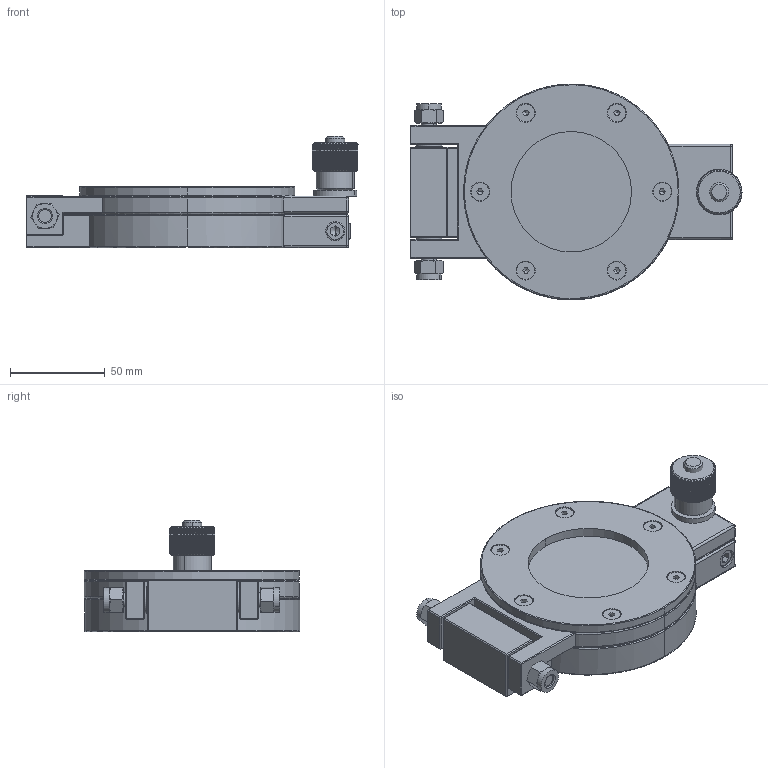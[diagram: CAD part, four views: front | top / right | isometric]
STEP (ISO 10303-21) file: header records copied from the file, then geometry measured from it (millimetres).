
FILE_DESCRIPTION (( 'STEP AP214' ), '1' );
FILE_NAME ('QADW63CF.STEP', '2017-06-16T10:49:22', ( 'Gebruiker' ), ( '' ), 'SwSTEP 2.0', 'SolidWorks 2017', '' );
FILE_SCHEMA (( 'AUTOMOTIVE_DESIGN' ));
Length unit declared in the file: millimetre
Products named in the file (19): QADW63CF; 2538404-00006401; CK05069440353VIBL1; 2538100-045002; CK05069520262VIBL1; 2538100-045004; 2538100-045003; 2538100-045005; 2538100-045006; 2538100-045007; 2538100-045008; AV10700-001108; HV10700-001111; HV10700-001110; 2538100-045009; 2538100-045010; _X2_87BA5E3D_X0_ GB_T 6182 M8; Screw GB_T 70.3 M5 x 10; CA02060100-04001S
Assembly tree (26 placements, depth 2):
  QADW63CF
    2538404-00006401
    CK05069440353VIBL1
    2538100-045002
    CK05069520262VIBL1  x2
    2538100-045004
    2538100-045003
    2538100-045005
    2538100-045006
    2538100-045007
    2538100-045008
    AV10700-001108
    HV10700-001111
    HV10700-001110  x2
    2538100-045009
    2538100-045010
    _X2_87BA5E3D_X0_ GB_T 6182 M8  x2
    Screw GB_T 70.3 M5 x 10  x6
    CA02060100-04001S
Bounding box: 175 x 113.75 x 58.7 mm (x, y, z)
Volume: 320659.1 mm3; surface area: 125354.2 mm2
Topology: 26 solids, 26 shells, 913 faces, 2290 edges, 1405 vertices
Faces by surface type: plane 381, cylinder 298, cone 148, bspline 86
Entity records: 37322 total; most frequent: CARTESIAN_POINT 9849, ORIENTED_EDGE 3896, DIRECTION 3628, EDGE_CURVE 1948, AXIS2_PLACEMENT_3D 1438, VERTEX_POINT 1214, EDGE_LOOP 858, UNCERTAINTY_MEASURE_WITH_UNIT 840
